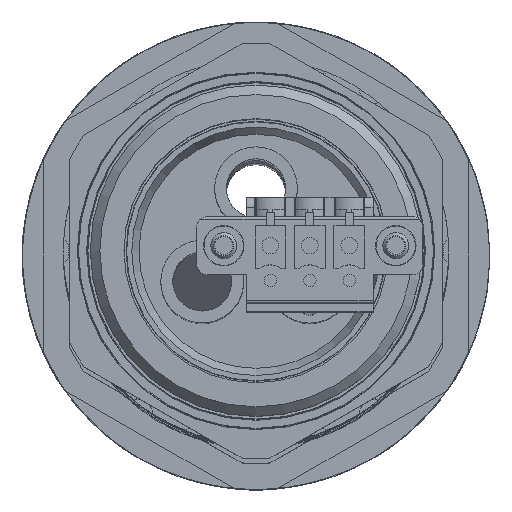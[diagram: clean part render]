
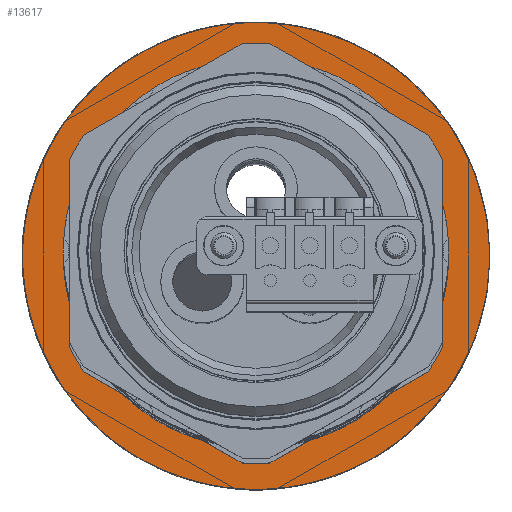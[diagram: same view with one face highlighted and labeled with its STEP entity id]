
A CAD part, top view. The second image highlights one B-rep face of the part: STEP entity #13617.
In plain terms, the highlighted face is planar.
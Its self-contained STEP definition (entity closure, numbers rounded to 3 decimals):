
#705=PLANE('',#16373);
#5398=ORIENTED_EDGE('',*,*,#7103,.T.);
#5399=ORIENTED_EDGE('',*,*,#7084,.F.);
#7084=EDGE_CURVE('',#8382,#8382,#9355,.T.);
#7103=EDGE_CURVE('',#8395,#8395,#9362,.T.);
#8382=VERTEX_POINT('',#24813);
#8395=VERTEX_POINT('',#24846);
#9355=CIRCLE('',#16366,22.6);
#9362=CIRCLE('',#16374,16.);
#10843=EDGE_LOOP('',(#5398));
#10844=EDGE_LOOP('',(#5399));
#12341=FACE_BOUND('',#10843,.T.);
#12342=FACE_BOUND('',#10844,.T.);
#13617=ADVANCED_FACE('',(#12341,#12342),#705,.T.);
#16366=AXIS2_PLACEMENT_3D('',#24812,#20873,#20874);
#16373=AXIS2_PLACEMENT_3D('',#24844,#20899,#20900);
#16374=AXIS2_PLACEMENT_3D('',#24845,#20901,#20902);
#20873=DIRECTION('',(1.,0.,0.));
#20874=DIRECTION('',(0.,0.,-1.));
#20899=DIRECTION('',(-1.,0.,0.));
#20900=DIRECTION('',(0.,0.,1.));
#20901=DIRECTION('',(1.,0.,0.));
#20902=DIRECTION('',(0.,0.,-1.));
#24812=CARTESIAN_POINT('',(-7.,0.,0.));
#24813=CARTESIAN_POINT('',(-7.,0.,-22.6));
#24844=CARTESIAN_POINT('',(-7.,22.6,0.));
#24845=CARTESIAN_POINT('',(-7.,0.,0.));
#24846=CARTESIAN_POINT('',(-7.,0.,-16.));
